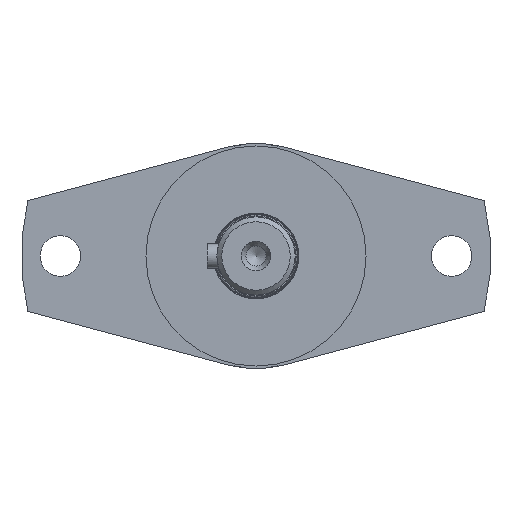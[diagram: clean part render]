
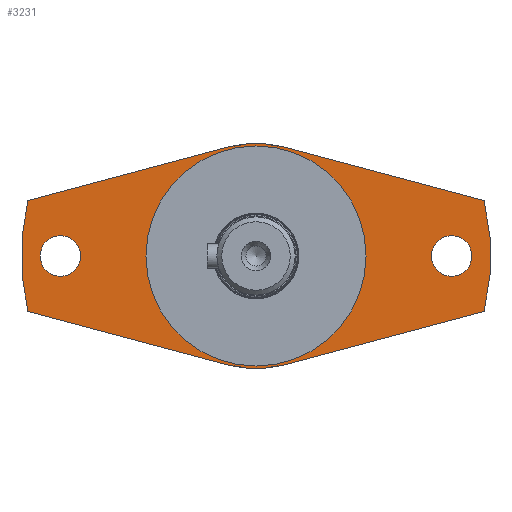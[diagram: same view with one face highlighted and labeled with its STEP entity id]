
A CAD part, left-side view. The second image highlights one B-rep face of the part: STEP entity #3231.
In plain terms, the highlighted planar face has unit normal (-1, 0, 0).
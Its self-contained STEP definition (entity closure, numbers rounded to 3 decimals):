
#85=FACE_BOUND('',#996,.T.);
#86=FACE_BOUND('',#997,.T.);
#87=FACE_BOUND('',#998,.T.);
#127=PLANE('',#3499);
#236=LINE('',#4885,#499);
#240=LINE('',#4894,#503);
#247=LINE('',#4908,#510);
#249=LINE('',#4914,#512);
#499=VECTOR('',#3965,10.);
#503=VECTOR('',#3971,10.);
#510=VECTOR('',#3980,10.);
#512=VECTOR('',#3984,10.);
#813=FACE_OUTER_BOUND('',#995,.T.);
#995=EDGE_LOOP('',(#2271,#2272,#2273,#2274,#2275,#2276,#2277,#2278));
#996=EDGE_LOOP('',(#2279));
#997=EDGE_LOOP('',(#2280));
#998=EDGE_LOOP('',(#2281,#2282));
#1212=CIRCLE('',#3482,4.15);
#1215=CIRCLE('',#3486,4.15);
#1221=CIRCLE('',#3500,23.);
#1222=CIRCLE('',#3501,48.);
#1223=CIRCLE('',#3502,23.);
#1224=CIRCLE('',#3503,48.);
#1225=CIRCLE('',#3504,22.5);
#1226=CIRCLE('',#3505,22.5);
#1384=VERTEX_POINT('',#4856);
#1387=VERTEX_POINT('',#4864);
#1393=VERTEX_POINT('',#4883);
#1394=VERTEX_POINT('',#4884);
#1397=VERTEX_POINT('',#4892);
#1398=VERTEX_POINT('',#4893);
#1402=VERTEX_POINT('',#4902);
#1404=VERTEX_POINT('',#4906);
#1405=VERTEX_POINT('',#4910);
#1407=VERTEX_POINT('',#4913);
#1409=VERTEX_POINT('',#4923);
#1410=VERTEX_POINT('',#4924);
#1719=EDGE_CURVE('',#1384,#1384,#1212,.T.);
#1723=EDGE_CURVE('',#1387,#1387,#1215,.T.);
#1731=EDGE_CURVE('',#1393,#1394,#236,.T.);
#1735=EDGE_CURVE('',#1397,#1398,#240,.T.);
#1742=EDGE_CURVE('',#1402,#1404,#247,.T.);
#1744=EDGE_CURVE('',#1407,#1405,#249,.T.);
#1747=EDGE_CURVE('',#1398,#1393,#1221,.T.);
#1748=EDGE_CURVE('',#1402,#1394,#1222,.T.);
#1749=EDGE_CURVE('',#1404,#1407,#1223,.T.);
#1750=EDGE_CURVE('',#1397,#1405,#1224,.T.);
#1751=EDGE_CURVE('',#1409,#1410,#1225,.T.);
#1752=EDGE_CURVE('',#1410,#1409,#1226,.T.);
#2271=ORIENTED_EDGE('',*,*,#1735,.T.);
#2272=ORIENTED_EDGE('',*,*,#1747,.T.);
#2273=ORIENTED_EDGE('',*,*,#1731,.T.);
#2274=ORIENTED_EDGE('',*,*,#1748,.F.);
#2275=ORIENTED_EDGE('',*,*,#1742,.T.);
#2276=ORIENTED_EDGE('',*,*,#1749,.T.);
#2277=ORIENTED_EDGE('',*,*,#1744,.T.);
#2278=ORIENTED_EDGE('',*,*,#1750,.F.);
#2279=ORIENTED_EDGE('',*,*,#1719,.T.);
#2280=ORIENTED_EDGE('',*,*,#1723,.T.);
#2281=ORIENTED_EDGE('',*,*,#1751,.T.);
#2282=ORIENTED_EDGE('',*,*,#1752,.T.);
#3231=ADVANCED_FACE('',(#813,#85,#86,#87),#127,.T.);
#3482=AXIS2_PLACEMENT_3D('',#4858,#3934,#3935);
#3486=AXIS2_PLACEMENT_3D('',#4866,#3943,#3944);
#3499=AXIS2_PLACEMENT_3D('',#4918,#3987,#3988);
#3500=AXIS2_PLACEMENT_3D('',#4919,#3989,#3990);
#3501=AXIS2_PLACEMENT_3D('',#4920,#3991,#3992);
#3502=AXIS2_PLACEMENT_3D('',#4921,#3993,#3994);
#3503=AXIS2_PLACEMENT_3D('',#4922,#3995,#3996);
#3504=AXIS2_PLACEMENT_3D('',#4925,#3997,#3998);
#3505=AXIS2_PLACEMENT_3D('',#4926,#3999,#4000);
#3934=DIRECTION('center_axis',(1.,0.,0.));
#3935=DIRECTION('ref_axis',(0.,0.,1.));
#3943=DIRECTION('center_axis',(1.,0.,0.));
#3944=DIRECTION('ref_axis',(0.,0.,1.));
#3965=DIRECTION('',(0.,0.966,-0.259));
#3971=DIRECTION('',(0.,0.966,0.259));
#3980=DIRECTION('',(0.,-0.966,-0.259));
#3984=DIRECTION('',(0.,-0.966,0.259));
#3987=DIRECTION('center_axis',(-1.,0.,0.));
#3988=DIRECTION('ref_axis',(0.,0.,
-1.));
#3989=DIRECTION('center_axis',(-1.,0.,0.));
#3990=DIRECTION('ref_axis',(0.,0.259,0.966));
#3991=DIRECTION('center_axis',(1.,0.,0.));
#3992=DIRECTION('ref_axis',(0.,-1.,0.));
#3993=DIRECTION('center_axis',(-1.,0.,0.));
#3994=DIRECTION('ref_axis',(0.,0.259,0.966));
#3995=DIRECTION('center_axis',(1.,0.,0.));
#3996=DIRECTION('ref_axis',(0.,-1.,0.));
#3997=DIRECTION('center_axis',(1.,0.,0.));
#3998=DIRECTION('ref_axis',(0.,-1.,0.));
#3999=DIRECTION('center_axis',(1.,0.,0.));
#4000=DIRECTION('ref_axis',(0.,-1.,0.));
#4856=CARTESIAN_POINT('',(-132.5,40.,-4.15));
#4858=CARTESIAN_POINT('Origin',(-132.5,40.,0.));
#4864=CARTESIAN_POINT('',(-132.5,-40.,-4.15));
#4866=CARTESIAN_POINT('Origin',(-132.5,-40.,0.));
#4883=CARTESIAN_POINT('',(-132.5,5.953,22.216));
#4884=CARTESIAN_POINT('',(-132.5,46.648,11.312));
#4885=CARTESIAN_POINT('',(-132.5,-10.492,26.623));
#4892=CARTESIAN_POINT('',(-132.5,-46.648,11.312));
#4893=CARTESIAN_POINT('',(-132.5,-5.953,22.216));
#4894=CARTESIAN_POINT('',(-132.5,-45.921,11.507));
#4902=CARTESIAN_POINT('',(-132.5,46.648,-11.312));
#4906=CARTESIAN_POINT('',(-132.5,5.953,-22.216));
#4908=CARTESIAN_POINT('',(-132.5,13.032,-20.319));
#4910=CARTESIAN_POINT('',(-132.5,-46.648,-11.312));
#4913=CARTESIAN_POINT('',(-132.5,-5.953,-22.216));
#4914=CARTESIAN_POINT('',(-132.5,-22.397,-17.81));
#4918=CARTESIAN_POINT('Origin',(-132.5,-35.25,0.));
#4919=CARTESIAN_POINT('Origin',(-132.5,0.,0.));
#4920=CARTESIAN_POINT('Origin',(-132.5,0.,0.));
#4921=CARTESIAN_POINT('Origin',(-132.5,0.,0.));
#4922=CARTESIAN_POINT('Origin',(-132.5,0.,0.));
#4923=CARTESIAN_POINT('',(-132.5,-22.5,0.));
#4924=CARTESIAN_POINT('',(-132.5,22.5,0.));
#4925=CARTESIAN_POINT('Origin',(-132.5,0.,0.));
#4926=CARTESIAN_POINT('Origin',(-132.5,0.,0.));
